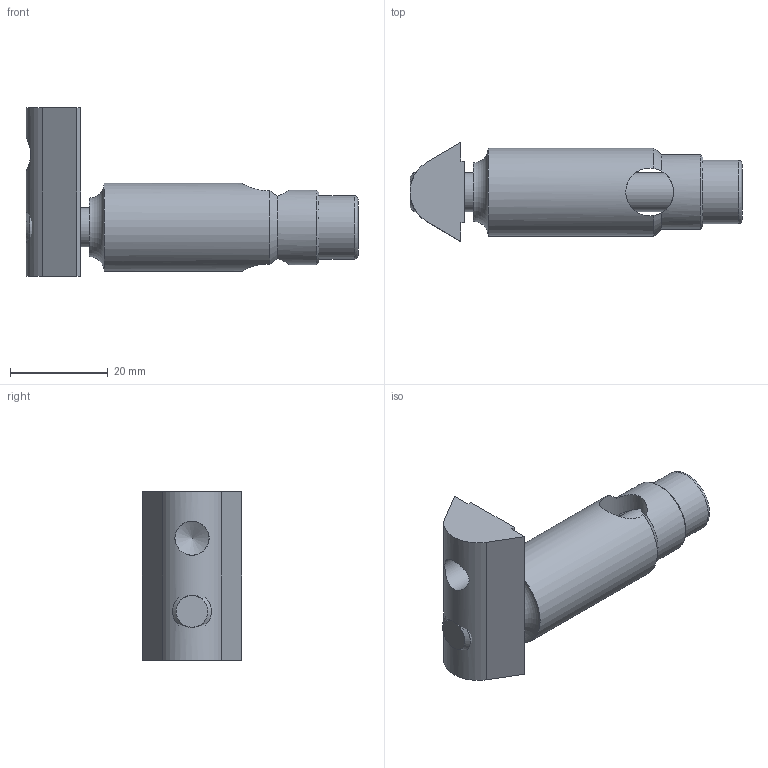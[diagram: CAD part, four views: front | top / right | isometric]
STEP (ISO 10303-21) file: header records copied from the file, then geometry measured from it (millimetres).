
FILE_DESCRIPTION(/* description */ (''),/* implementation_level */ '2;1');
FILE_NAME(/* name */ '202652021_Automatikverbinder_inl_Nutenstein_mit_Steg_Stahlvezinkt.stp',/* time_stamp */ '2023-01-04T08:12:26+01:00',/* author */ ('Praktikant'),/* organization */ (''),/* preprocessor_version */ 'ST-DEVELOPER v17.2',/* originating_system */ 'Autodesk Inventor 2019',/* authorisation */ '');
FILE_SCHEMA (('AUTOMOTIVE_DESIGN { 1 0 10303 214 3 1 1 }'));
Length unit declared in the file: millimetre
Products named in the file (1): 202652021_Automatikverbinder_inl_Nutenstein_mit_Steg_Stahlvezinkt_Shr
inkwrap_1
Bounding box: 68 x 20.3 x 34.5 mm (x, y, z)
Volume: 16403.1 mm3; surface area: 8583.3 mm2
Topology: 3 solids, 3 shells, 65 faces, 173 edges, 114 vertices
Faces by surface type: plane 46, cylinder 10, cone 6, torus 3
Full cylindrical faces by diameter (mm): 6.647 x2, 7 x1, 8 x1, 9.8 x1, 10.5 x1, 13 x1, 15.3 x1, 18 x1
Entity records: 2308 total; most frequent: CARTESIAN_POINT 549, ORIENTED_EDGE 342, DIRECTION 336, EDGE_CURVE 171, AXIS2_PLACEMENT_3D 116, VERTEX_POINT 114, LINE 104, VECTOR 104
